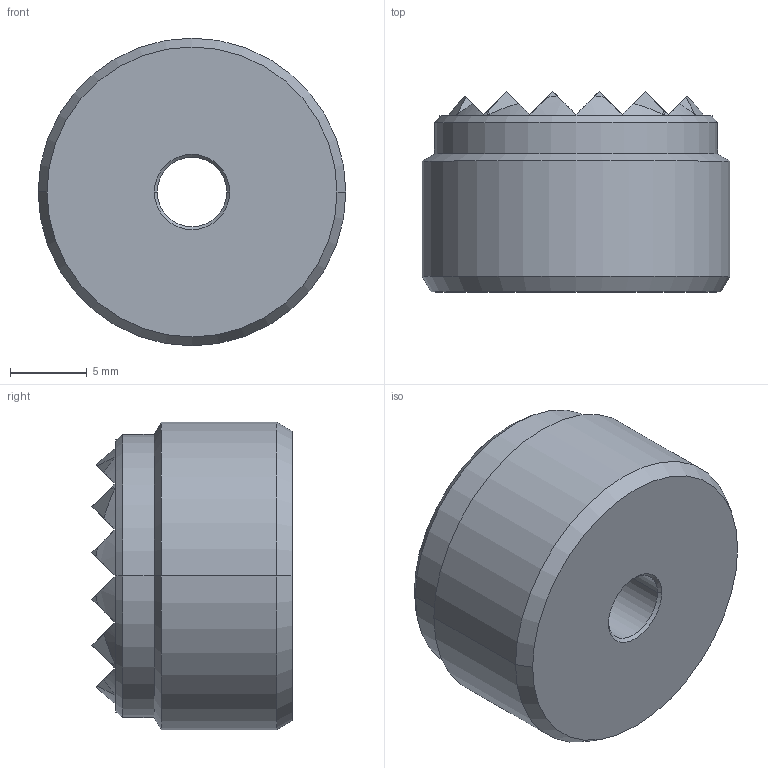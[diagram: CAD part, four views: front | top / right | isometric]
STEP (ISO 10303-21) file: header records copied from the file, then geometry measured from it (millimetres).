
FILE_DESCRIPTION(('STEP AP214'),'1');
FILE_NAME('HALDERN_EH_22620_0415.stp','2017-05-09T07:49:08',('TraceParts'),('TraceParts S.A.'),'Spatial InterOp 3D',' ',' ');
FILE_SCHEMA(('automotive_design'));
Length unit declared in the file: millimetre
Products named in the file (2): HALDERN_EH_22620_0415_1; HALDERN_EH_22620_0415_2
Bounding box: 20 x 13 x 20 mm (x, y, z)
Volume: 3251.7 mm3; surface area: 2296.3 mm2
Topology: 2 solids, 2 shells, 124 faces, 250 edges, 130 vertices
Faces by surface type: plane 100, cone 12, cylinder 12
Entity records: 4147 total; most frequent: DIRECTION 604, CARTESIAN_POINT 506, ORIENTED_EDGE 500, EDGE_CURVE 250, AXIS2_PLACEMENT_3D 228, LINE 148, VECTOR 148, VERTEX_POINT 130
